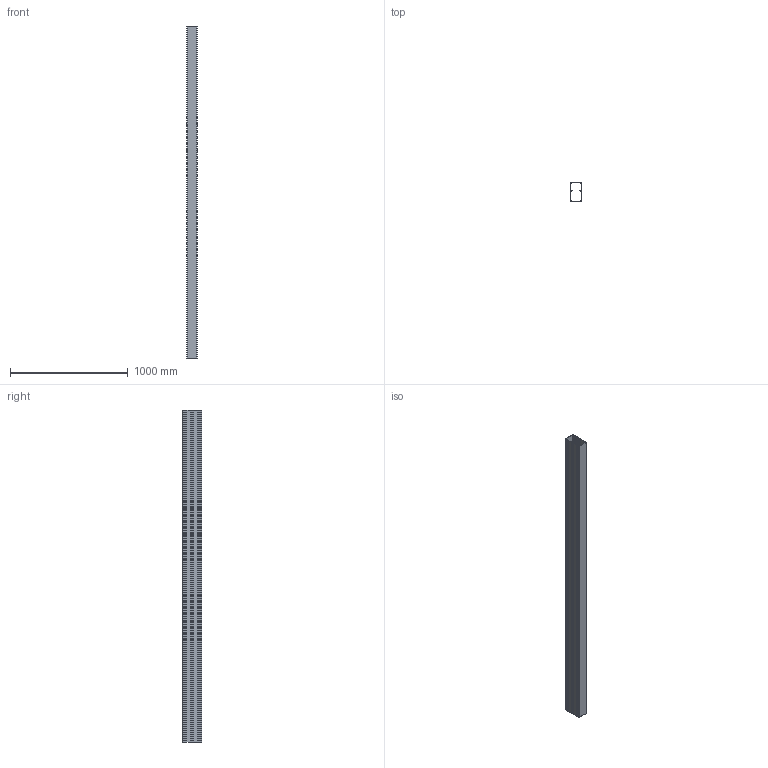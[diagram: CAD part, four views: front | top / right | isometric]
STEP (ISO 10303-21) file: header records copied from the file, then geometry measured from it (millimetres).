
FILE_DESCRIPTION (( 'STEP AP214' ), '1' );
FILE_NAME ('10094165.STEP', '2022-05-03T11:07:19', ( 'Ifina' ), ( 'Ifina' ), 'SwSTEP 2.0', 'SolidWorks 2020', '' );
FILE_SCHEMA (( 'AUTOMOTIVE_DESIGN' ));
Length unit declared in the file: millimetre
Products named in the file (1): 10094165
Bounding box: 91.6 x 162.27 x 2825 mm (x, y, z)
Surface area: 2959155.6 mm2 (no closed solid volume)
Topology: 0 solids, 2 shells, 102 faces, 328 edges, 224 vertices
Faces by surface type: plane 84, cylinder 18
Entity records: 4722 total; most frequent: CARTESIAN_POINT 655, ORIENTED_EDGE 616, DIRECTION 582, EDGE_CURVE 328, LINE 280, VECTOR 280, VERTEX_POINT 224, AXIS2_PLACEMENT_3D 151
